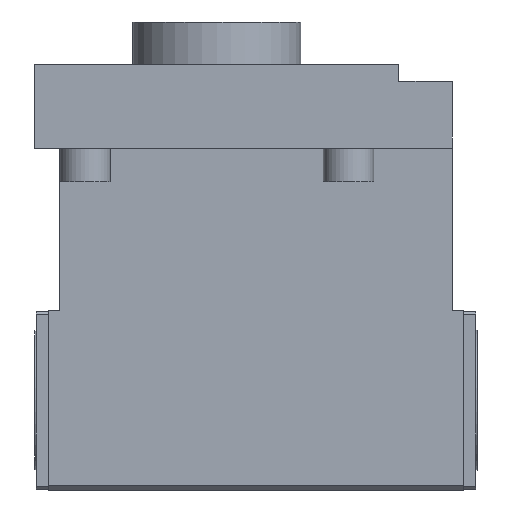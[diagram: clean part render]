
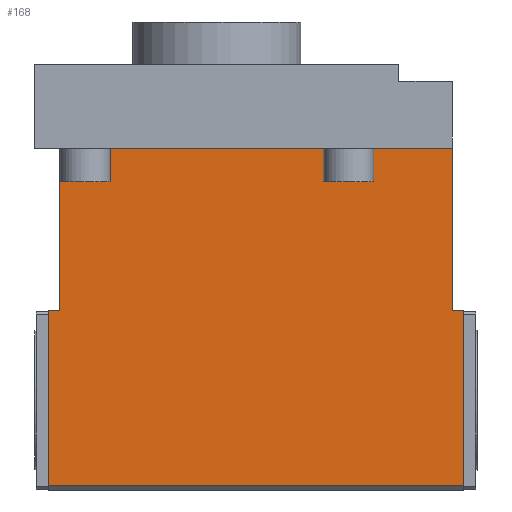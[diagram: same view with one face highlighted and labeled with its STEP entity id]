
A CAD part, front view. The second image highlights one B-rep face of the part: STEP entity #168.
In plain terms, the highlighted planar face has unit normal (0, -1, 0).
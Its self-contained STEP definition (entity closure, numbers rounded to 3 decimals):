
#98=FACE_OUTER_BOUND('',#403,.T.);
#168=ADVANCED_FACE('',(#98),#222,.T.);
#222=PLANE('',#1354);
#403=EDGE_LOOP('',(#661,#662,#663,#664,#665,#666,#667,#668));
#661=ORIENTED_EDGE('',*,*,#978,.F.);
#662=ORIENTED_EDGE('',*,*,#982,.T.);
#663=ORIENTED_EDGE('',*,*,#958,.F.);
#664=ORIENTED_EDGE('',*,*,#962,.F.);
#665=ORIENTED_EDGE('',*,*,#973,.F.);
#666=ORIENTED_EDGE('',*,*,#983,.F.);
#667=ORIENTED_EDGE('',*,*,#895,.T.);
#668=ORIENTED_EDGE('',*,*,#955,.F.);
#776=VERTEX_POINT('',#1963);
#777=VERTEX_POINT('',#1965);
#820=VERTEX_POINT('',#2097);
#823=VERTEX_POINT('',#2104);
#824=VERTEX_POINT('',#2106);
#826=VERTEX_POINT('',#2112);
#834=VERTEX_POINT('',#2134);
#837=VERTEX_POINT('',#2144);
#895=EDGE_CURVE('',#777,#776,#1022,.T.);
#955=EDGE_CURVE('',#820,#776,#1063,.T.);
#958=EDGE_CURVE('',#823,#824,#1066,.T.);
#962=EDGE_CURVE('',#826,#823,#1070,.T.);
#973=EDGE_CURVE('',#834,#826,#1081,.T.);
#978=EDGE_CURVE('',#837,#820,#1086,.T.);
#982=EDGE_CURVE('',#837,#824,#1090,.T.);
#983=EDGE_CURVE('',#777,#834,#1091,.T.);
#1022=LINE('',#1964,#1130);
#1063=LINE('',#2098,#1171);
#1066=LINE('',#2105,#1174);
#1070=LINE('',#2113,#1178);
#1081=LINE('',#2135,#1189);
#1086=LINE('',#2145,#1194);
#1090=LINE('',#2152,#1198);
#1091=LINE('',#2153,#1199);
#1130=VECTOR('',#1496,1.);
#1171=VECTOR('',#1635,1.);
#1174=VECTOR('',#1640,1.);
#1178=VECTOR('',#1646,1.);
#1189=VECTOR('',#1663,1.);
#1194=VECTOR('',#1672,1.);
#1198=VECTOR('',#1680,1.);
#1199=VECTOR('',#1681,1.);
#1354=AXIS2_PLACEMENT_3D('',#2154,#1682,#1683);
#1496=DIRECTION('',(0.,0.,1.));
#1635=DIRECTION('',(1.,0.,0.));
#1640=DIRECTION('',(0.,0.,1.));
#1646=DIRECTION('',(1.,0.,0.));
#1663=DIRECTION('',(0.,0.,1.));
#1672=DIRECTION('',(0.,0.,-1.));
#1680=DIRECTION('',(-1.,0.,0.));
#1681=DIRECTION('',(-1.,0.,0.));
#1682=DIRECTION('',(0.,-1.,0.));
#1683=DIRECTION('',(0.,0.,-1.));
#1963=CARTESIAN_POINT('',(88.,-32.,-88.));
#1964=CARTESIAN_POINT('',(88.,-32.,-30.));
#1965=CARTESIAN_POINT('',(88.,-32.,-150.5));
#2097=CARTESIAN_POINT('',(84.,-32.,-88.));
#2098=CARTESIAN_POINT('',(88.,-32.,-88.));
#2104=CARTESIAN_POINT('',(-56.,-32.,-88.));
#2105=CARTESIAN_POINT('',(-56.,-32.,-30.));
#2106=CARTESIAN_POINT('',(-56.,-32.,-30.));
#2112=CARTESIAN_POINT('',(-60.,-32.,-88.));
#2113=CARTESIAN_POINT('',(88.,-32.,-88.));
#2134=CARTESIAN_POINT('',(-60.,-32.,-150.5));
#2135=CARTESIAN_POINT('',(-60.,-32.,-30.));
#2144=CARTESIAN_POINT('',(84.,-32.,-30.));
#2145=CARTESIAN_POINT('',(84.,-32.,-30.));
#2152=CARTESIAN_POINT('',(88.,-32.,-30.));
#2153=CARTESIAN_POINT('',(88.,-32.,-150.5));
#2154=CARTESIAN_POINT('',(88.,-32.,-30.));
